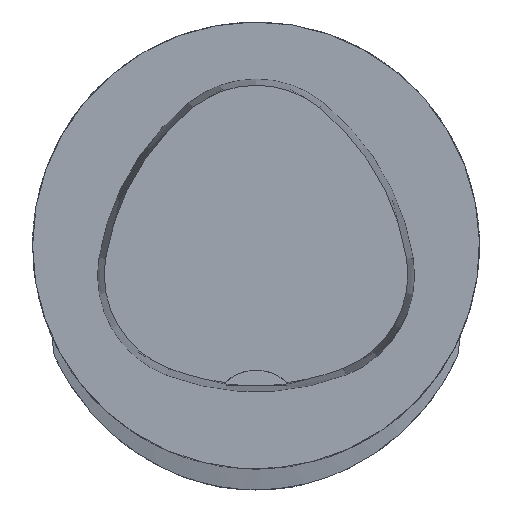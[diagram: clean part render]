
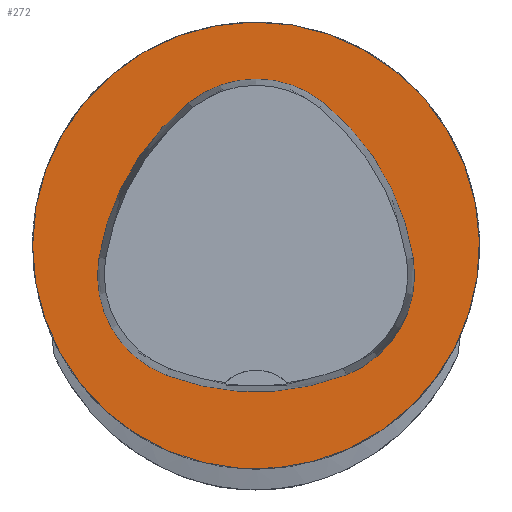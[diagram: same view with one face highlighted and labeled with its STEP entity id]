
A CAD part, top view. The second image highlights one B-rep face of the part: STEP entity #272.
In plain terms, the highlighted planar face has unit normal (0, 0, 1).
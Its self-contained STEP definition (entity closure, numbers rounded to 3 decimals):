
#272=ADVANCED_FACE('',(#348,#349),#307,.T.);
#307=PLANE('',#1011);
#348=FACE_BOUND('',#399,.T.);
#349=FACE_BOUND('',#400,.T.);
#399=EDGE_LOOP('',(#560,#561,#562,#563,#564,#565));
#400=EDGE_LOOP('',(#566));
#560=ORIENTED_EDGE('',*,*,#804,.T.);
#561=ORIENTED_EDGE('',*,*,#784,.T.);
#562=ORIENTED_EDGE('',*,*,#788,.T.);
#563=ORIENTED_EDGE('',*,*,#791,.T.);
#564=ORIENTED_EDGE('',*,*,#794,.T.);
#565=ORIENTED_EDGE('',*,*,#802,.T.);
#566=ORIENTED_EDGE('',*,*,#756,.F.);
#677=VERTEX_POINT('',#1547);
#697=VERTEX_POINT('',#1625);
#698=VERTEX_POINT('',#1626);
#701=VERTEX_POINT('',#1634);
#703=VERTEX_POINT('',#1640);
#705=VERTEX_POINT('',#1646);
#712=VERTEX_POINT('',#1667);
#756=EDGE_CURVE('',#677,#677,#834,.T.);
#784=EDGE_CURVE('',#697,#698,#841,.T.);
#788=EDGE_CURVE('',#698,#701,#843,.T.);
#791=EDGE_CURVE('',#701,#703,#845,.T.);
#794=EDGE_CURVE('',#703,#705,#847,.T.);
#802=EDGE_CURVE('',#705,#712,#851,.T.);
#804=EDGE_CURVE('',#712,#697,#853,.T.);
#834=CIRCLE('',#967,25.);
#841=CIRCLE('',#989,28.);
#843=CIRCLE('',#992,12.);
#845=CIRCLE('',#995,28.);
#847=CIRCLE('',#998,12.);
#851=CIRCLE('',#1003,28.);
#853=CIRCLE('',#1006,12.);
#967=AXIS2_PLACEMENT_3D('',#1546,#1126,#1127);
#989=AXIS2_PLACEMENT_3D('',#1624,#1178,#1179);
#992=AXIS2_PLACEMENT_3D('',#1633,#1186,#1187);
#995=AXIS2_PLACEMENT_3D('',#1639,#1193,#1194);
#998=AXIS2_PLACEMENT_3D('',#1645,#1200,#1201);
#1003=AXIS2_PLACEMENT_3D('',#1668,#1212,#1213);
#1006=AXIS2_PLACEMENT_3D('',#1671,#1218,#1219);
#1011=AXIS2_PLACEMENT_3D('',#1676,#1228,#1229);
#1126=DIRECTION('',(0.,0.,-1.));
#1127=DIRECTION('',(-1.,0.,0.));
#1178=DIRECTION('',(0.,0.,-1.));
#1179=DIRECTION('',(-1.,0.,0.));
#1186=DIRECTION('',(0.,0.,-1.));
#1187=DIRECTION('',(-1.,0.,0.));
#1193=DIRECTION('',(0.,0.,-1.));
#1194=DIRECTION('',(-1.,0.,0.));
#1200=DIRECTION('',(0.,0.,-1.));
#1201=DIRECTION('',(-1.,0.,0.));
#1212=DIRECTION('',(0.,0.,-1.));
#1213=DIRECTION('',(-1.,0.,0.));
#1218=DIRECTION('',(0.,0.,-1.));
#1219=DIRECTION('',(-1.,0.,0.));
#1228=DIRECTION('',(0.,0.,1.));
#1229=DIRECTION('',(1.,0.,0.));
#1546=CARTESIAN_POINT('',(0.,0.,0.));
#1547=CARTESIAN_POINT('',(-25.,0.,0.));
#1624=CARTESIAN_POINT('',(10.068,-5.824,0.));
#1625=CARTESIAN_POINT('',(-17.584,-1.424,0.));
#1626=CARTESIAN_POINT('',(-7.531,15.953,0.));
#1633=CARTESIAN_POINT('',(0.011,6.62,0.));
#1634=CARTESIAN_POINT('',(7.567,15.942,0.));
#1639=CARTESIAN_POINT('',(-10.063,-5.81,0.));
#1640=CARTESIAN_POINT('',(17.59,-1.418,0.));
#1645=CARTESIAN_POINT('',(5.739,-3.3,0.));
#1646=CARTESIAN_POINT('',(10.05,-14.499,0.));
#1667=CARTESIAN_POINT('',(-10.025,-14.516,0.));
#1668=CARTESIAN_POINT('',(-0.01,11.631,0.));
#1671=CARTESIAN_POINT('',(-5.733,-3.31,0.));
#1676=CARTESIAN_POINT('',(0.,0.,0.));
